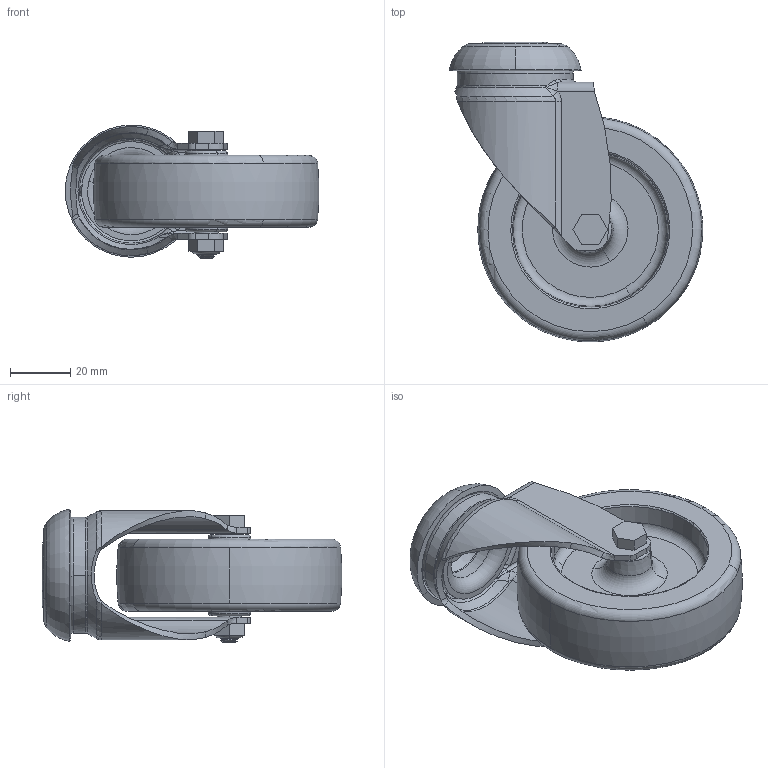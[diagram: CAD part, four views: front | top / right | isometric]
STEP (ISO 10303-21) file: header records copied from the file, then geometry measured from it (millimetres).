
FILE_DESCRIPTION (( 'STEP AP214' ), '1' );
FILE_NAME ('0055401.step', '2025-02-05T08:46:57', ( '' ), ( '' ), 'SwSTEP 2.0', 'SolidWorks 2020', '' );
FILE_SCHEMA (( 'AUTOMOTIVE_DESIGN' ));
Length unit declared in the file: millimetre
Products named in the file (1): 0055401
Bounding box: 84.43 x 99.66 x 44.48 mm (x, y, z)
Volume: 87226.7 mm3; surface area: 39178 mm2
Topology: 5 solids, 5 shells, 282 faces, 709 edges, 449 vertices
Faces by surface type: torus 74, bspline 61, cylinder 60, plane 60, cone 25, sphere 2
Entity records: 16296 total; most frequent: CARTESIAN_POINT 9766, ORIENTED_EDGE 1408, DIRECTION 1298, EDGE_CURVE 704, AXIS2_PLACEMENT_3D 556, VERTEX_POINT 446, CIRCLE 334, EDGE_LOOP 308
